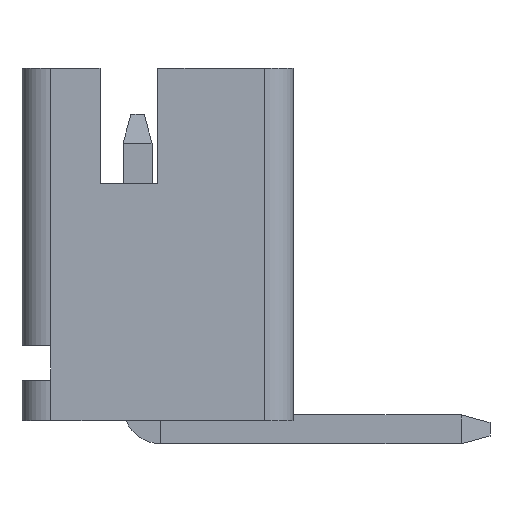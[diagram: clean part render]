
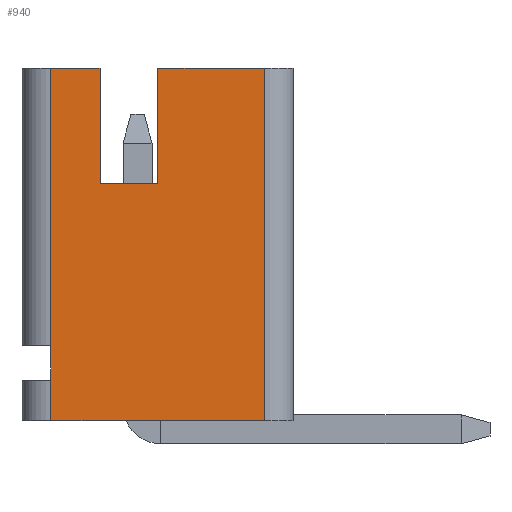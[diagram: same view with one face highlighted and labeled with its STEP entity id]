
A CAD part, left-side view. The second image highlights one B-rep face of the part: STEP entity #940.
In plain terms, the highlighted planar face has unit normal (-1, 0, 0).
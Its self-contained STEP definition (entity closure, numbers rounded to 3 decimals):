
#94 = CARTESIAN_POINT ( 'NONE',  ( -2., 1.5, 0.7 ) ) ;
#113 = DIRECTION ( 'NONE',  ( 0., 0., -1. ) ) ;
#149 = VECTOR ( 'NONE', #1998, 1000. ) ;
#171 = LINE ( 'NONE', #3238, #2973 ) ;
#193 = VECTOR ( 'NONE', #3033, 1000. ) ;
#223 = VERTEX_POINT ( 'NONE', #445 ) ;
#227 = CARTESIAN_POINT ( 'NONE',  ( -2., 1.5, 0. ) ) ;
#266 = EDGE_CURVE ( 'NONE', #1264, #969, #1777, .T. ) ;
#268 = VECTOR ( 'NONE', #1302, 1000. ) ;
#285 = DIRECTION ( 'NONE',  ( 0., -1., 0. ) ) ;
#292 = ORIENTED_EDGE ( 'NONE', *, *, #2368, .T. ) ;
#335 = PLANE ( 'NONE',  #692 ) ;
#366 = VERTEX_POINT ( 'NONE', #1001 ) ;
#398 = CARTESIAN_POINT ( 'NONE',  ( -2., 0.65, 6.1 ) ) ;
#429 = EDGE_CURVE ( 'NONE', #2693, #366, #1824, .T. ) ;
#430 = ORIENTED_EDGE ( 'NONE', *, *, #1499, .T. ) ;
#442 = DIRECTION ( 'NONE',  ( 0., 0., -1. ) ) ;
#445 = CARTESIAN_POINT ( 'NONE',  ( -2., 1.5, 1.3 ) ) ;
#496 = DIRECTION ( 'NONE',  ( 0., 0., -1. ) ) ;
#529 = EDGE_CURVE ( 'NONE', #223, #1264, #171, .T. ) ;
#539 = DIRECTION ( 'NONE',  ( 0., -1., 0. ) ) ;
#578 = VERTEX_POINT ( 'NONE', #2921 ) ;
#617 = DIRECTION ( 'NONE',  ( 0., 1., 0. ) ) ;
#692 = AXIS2_PLACEMENT_3D ( 'NONE', #1092, #843, #539 ) ;
#706 = VECTOR ( 'NONE', #442, 1000. ) ;
#730 = CARTESIAN_POINT ( 'NONE',  ( -2., 1.5, 0. ) ) ;
#780 = VERTEX_POINT ( 'NONE', #2012 ) ;
#843 = DIRECTION ( 'NONE',  ( -1., 0., 0. ) ) ;
#862 = ORIENTED_EDGE ( 'NONE', *, *, #266, .T. ) ;
#940 = ADVANCED_FACE ( 'NONE', ( #1567 ), #335, .T. ) ;
#947 = CARTESIAN_POINT ( 'NONE',  ( -2., 1.5, 0. ) ) ;
#969 = VERTEX_POINT ( 'NONE', #730 ) ;
#1001 = CARTESIAN_POINT ( 'NONE',  ( -2., -0.35, 4.1 ) ) ;
#1045 = CARTESIAN_POINT ( 'NONE',  ( -2., -0.35, 6.1 ) ) ;
#1090 = LINE ( 'NONE', #1565, #2321 ) ;
#1092 = CARTESIAN_POINT ( 'NONE',  ( -2., 0., 0. ) ) ;
#1179 = CARTESIAN_POINT ( 'NONE',  ( -2., -0.35, 6.1 ) ) ;
#1211 = VERTEX_POINT ( 'NONE', #2546 ) ;
#1262 = ORIENTED_EDGE ( 'NONE', *, *, #429, .T. ) ;
#1264 = VERTEX_POINT ( 'NONE', #94 ) ;
#1282 = VECTOR ( 'NONE', #617, 1000. ) ;
#1302 = DIRECTION ( 'NONE',  ( 0., 1., 0. ) ) ;
#1329 = LINE ( 'NONE', #3162, #1282 ) ;
#1331 = CARTESIAN_POINT ( 'NONE',  ( -2., 0.65, 4.1 ) ) ;
#1343 = EDGE_CURVE ( 'NONE', #2088, #780, #1329, .T. ) ;
#1452 = ORIENTED_EDGE ( 'NONE', *, *, #3327, .T. ) ;
#1499 = EDGE_CURVE ( 'NONE', #578, #1211, #1938, .T. ) ;
#1537 = EDGE_CURVE ( 'NONE', #3215, #2088, #2958, .T. ) ;
#1565 = CARTESIAN_POINT ( 'NONE',  ( -2., 2., 0. ) ) ;
#1567 = FACE_OUTER_BOUND ( 'NONE', #1999, .T. ) ;
#1726 = ORIENTED_EDGE ( 'NONE', *, *, #2097, .T. ) ;
#1777 = LINE ( 'NONE', #227, #1935 ) ;
#1824 = LINE ( 'NONE', #1045, #2872 ) ;
#1867 = ORIENTED_EDGE ( 'NONE', *, *, #1343, .T. ) ;
#1935 = VECTOR ( 'NONE', #496, 1000. ) ;
#1938 = LINE ( 'NONE', #2240, #3059 ) ;
#1998 = DIRECTION ( 'NONE',  ( 0., 0., 1. ) ) ;
#1999 = EDGE_LOOP ( 'NONE', ( #1726, #430, #1452, #1262, #3197, #2766, #1867, #292, #2146, #862 ) ) ;
#2012 = CARTESIAN_POINT ( 'NONE',  ( -2., 1.5, 6.1 ) ) ;
#2088 = VERTEX_POINT ( 'NONE', #2594 ) ;
#2097 = EDGE_CURVE ( 'NONE', #969, #578, #1090, .T. ) ;
#2146 = ORIENTED_EDGE ( 'NONE', *, *, #529, .T. ) ;
#2204 = CARTESIAN_POINT ( 'NONE',  ( -2., -0.35, 6.1 ) ) ;
#2240 = CARTESIAN_POINT ( 'NONE',  ( -2., -2.2, 0. ) ) ;
#2283 = LINE ( 'NONE', #947, #706 ) ;
#2321 = VECTOR ( 'NONE', #285, 1000. ) ;
#2368 = EDGE_CURVE ( 'NONE', #780, #223, #2283, .T. ) ;
#2454 = CARTESIAN_POINT ( 'NONE',  ( -2., 0.65, 4.1 ) ) ;
#2546 = CARTESIAN_POINT ( 'NONE',  ( -2., -2.2, 6.1 ) ) ;
#2594 = CARTESIAN_POINT ( 'NONE',  ( -2., 0.65, 6.1 ) ) ;
#2612 = EDGE_CURVE ( 'NONE', #366, #3215, #3116, .T. ) ;
#2693 = VERTEX_POINT ( 'NONE', #1179 ) ;
#2766 = ORIENTED_EDGE ( 'NONE', *, *, #1537, .T. ) ;
#2872 = VECTOR ( 'NONE', #3149, 1000. ) ;
#2921 = CARTESIAN_POINT ( 'NONE',  ( -2., -2.2, 0. ) ) ;
#2958 = LINE ( 'NONE', #398, #149 ) ;
#2973 = VECTOR ( 'NONE', #113, 1000. ) ;
#3033 = DIRECTION ( 'NONE',  ( 0., 1., 0. ) ) ;
#3059 = VECTOR ( 'NONE', #3274, 1000. ) ;
#3116 = LINE ( 'NONE', #1331, #268 ) ;
#3149 = DIRECTION ( 'NONE',  ( 0., 0., -1. ) ) ;
#3162 = CARTESIAN_POINT ( 'NONE',  ( -2., 2., 6.1 ) ) ;
#3197 = ORIENTED_EDGE ( 'NONE', *, *, #2612, .T. ) ;
#3215 = VERTEX_POINT ( 'NONE', #2454 ) ;
#3238 = CARTESIAN_POINT ( 'NONE',  ( -2., 1.5, 1.3 ) ) ;
#3274 = DIRECTION ( 'NONE',  ( 0., 0., 1. ) ) ;
#3309 = LINE ( 'NONE', #2204, #193 ) ;
#3327 = EDGE_CURVE ( 'NONE', #1211, #2693, #3309, .T. ) ;
